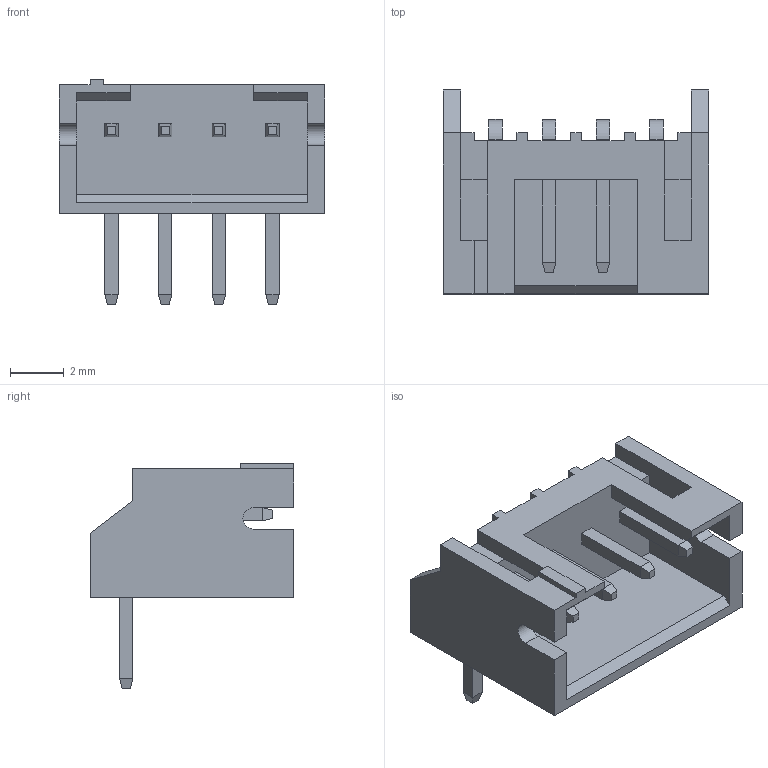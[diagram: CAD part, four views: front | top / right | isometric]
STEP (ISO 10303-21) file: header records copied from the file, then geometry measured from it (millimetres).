
FILE_DESCRIPTION(/* description */ (''),/* implementation_level */ '2;1');
FILE_NAME(/* name */ 'S4B-PH-K-S.step',/* time_stamp */ '2021-02-25T04:11:57-08:00',/* author */ (''),/* organization */ (''),/* preprocessor_version */ 'ST-DEVELOPER v18.1',/* originating_system */ 'Autodesk Translation Framework v9.7.1.1290',/* authorisation */ '');
FILE_SCHEMA (('AUTOMOTIVE_DESIGN { 1 0 10303 214 3 1 1 }'));
Length unit declared in the file: millimetre
Products named in the file (1): S4B-PH-K-S
Bounding box: 9.9 x 7.6 x 8.4 mm (x, y, z)
Volume: 145.6 mm3; surface area: 447.7 mm2
Topology: 1 solids, 1 shells, 145 faces, 382 edges, 243 vertices
Faces by surface type: plane 135, cylinder 10
Entity records: 4499 total; most frequent: CARTESIAN_POINT 771, ORIENTED_EDGE 764, DIRECTION 694, EDGE_CURVE 382, LINE 362, VECTOR 362, VERTEX_POINT 243, AXIS2_PLACEMENT_3D 166
